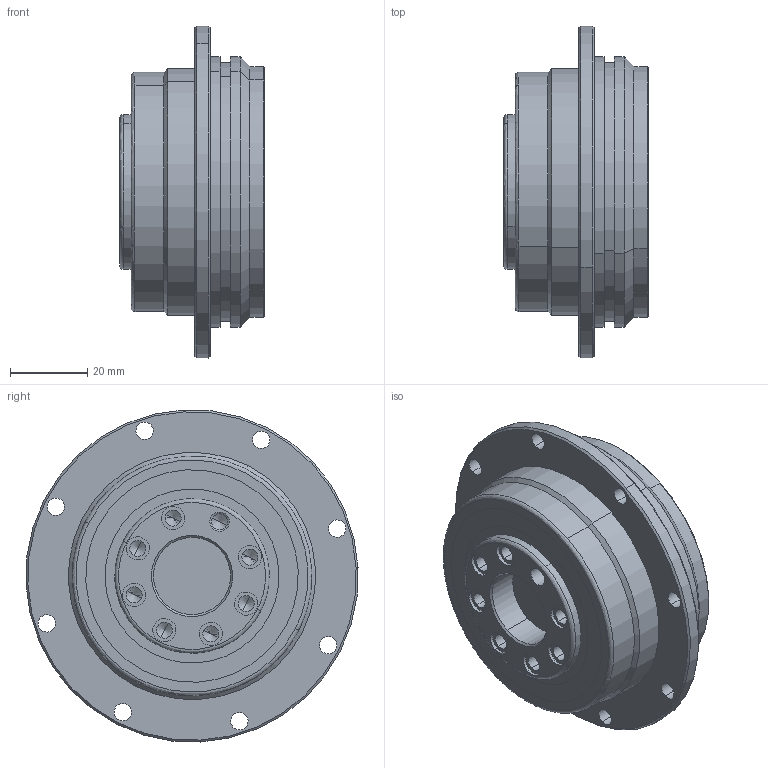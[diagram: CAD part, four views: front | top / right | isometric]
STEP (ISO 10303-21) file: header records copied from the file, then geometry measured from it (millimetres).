
FILE_DESCRIPTION (( 'STEP AP214' ), '1' );
FILE_NAME ('SD064-L2-16-80-100M6.STEP', '2022-02-19T08:30:13', ( 'admin' ), ( '' ), 'SwSTEP 2.0', 'SolidWorks 2013', '' );
FILE_SCHEMA (( 'AUTOMOTIVE_DESIGN' ));
Length unit declared in the file: millimetre
Products named in the file (2): TD064; SD064-L2-16-80-100M6
Assembly tree (1 placements, depth 2):
  SD064-L2-16-80-100M6
    TD064
Bounding box: 37.5 x 85.88 x 85.88 mm (x, y, z)
Volume: 123465.3 mm3; surface area: 21881.3 mm2
Topology: 1 solids, 1 shells, 153 faces, 374 edges, 222 vertices
Faces by surface type: cylinder 86, cone 46, plane 17, bspline 4
Entity records: 6163 total; most frequent: DIRECTION 850, CARTESIAN_POINT 793, ORIENTED_EDGE 684, AXIS2_PLACEMENT_3D 359, EDGE_CURVE 342, VERTEX_POINT 222, CIRCLE 206, EDGE_LOOP 200
